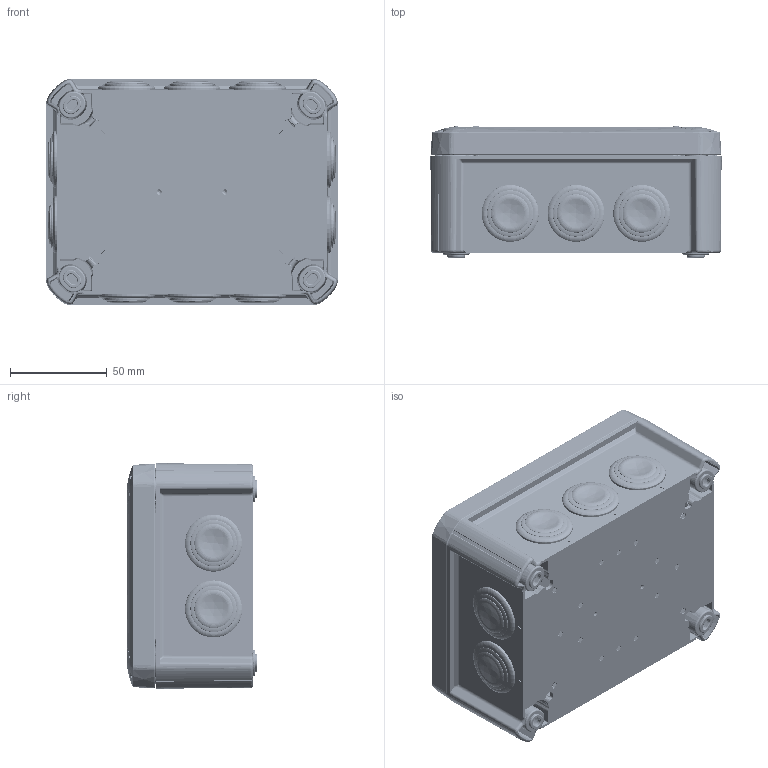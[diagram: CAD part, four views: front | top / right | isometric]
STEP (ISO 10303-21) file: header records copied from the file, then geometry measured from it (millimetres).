
FILE_DESCRIPTION (( 'STEP AP214' ), '1' );
FILE_NAME ('2007468.STEP', '2025-01-28T09:54:28', ( '' ), ( '' ), 'SwSTEP 2.0', 'SolidWorks 2024', '' );
FILE_SCHEMA (( 'AUTOMOTIVE_DESIGN' ));
Length unit declared in the file: millimetre
Products named in the file (8): ED950_WKZ-Injection mold 6236; 158112_36550515T1 IP66 RAL7035; 117658_02.0 M25-Einführungen WKZ3969; 157771_01T100-IP66-VDE; 0068977_LGR; 2007468; 158111; 192771_36550515 IP66 RAL7035
Assembly tree (19 placements, depth 4):
  2007468
    117658_02.0 M25-Einführungen WKZ3969
    192771_36550515 IP66 RAL7035
      158112_36550515T1 IP66 RAL7035
        157771_01T100-IP66-VDE
        158111
      ED950_WKZ-Injection mold 6236  x4
    0068977_LGR  x10
Bounding box: 150.6 x 67.65 x 116.6 mm (x, y, z)
Volume: 177280.1 mm3; surface area: 210985.2 mm2
Topology: 17 solids, 17 shells, 4479 faces, 10959 edges, 6556 vertices
Faces by surface type: bspline 1064, plane 1033, cylinder 940, cone 649, torus 625, sphere 168
Entity records: 129111 total; most frequent: CARTESIAN_POINT 55732, ORIENTED_EDGE 17510, DIRECTION 12732, EDGE_CURVE 8755, VERTEX_POINT 5374, AXIS2_PLACEMENT_3D 4929, EDGE_LOOP 3577, FACE_OUTER_BOUND 3441
